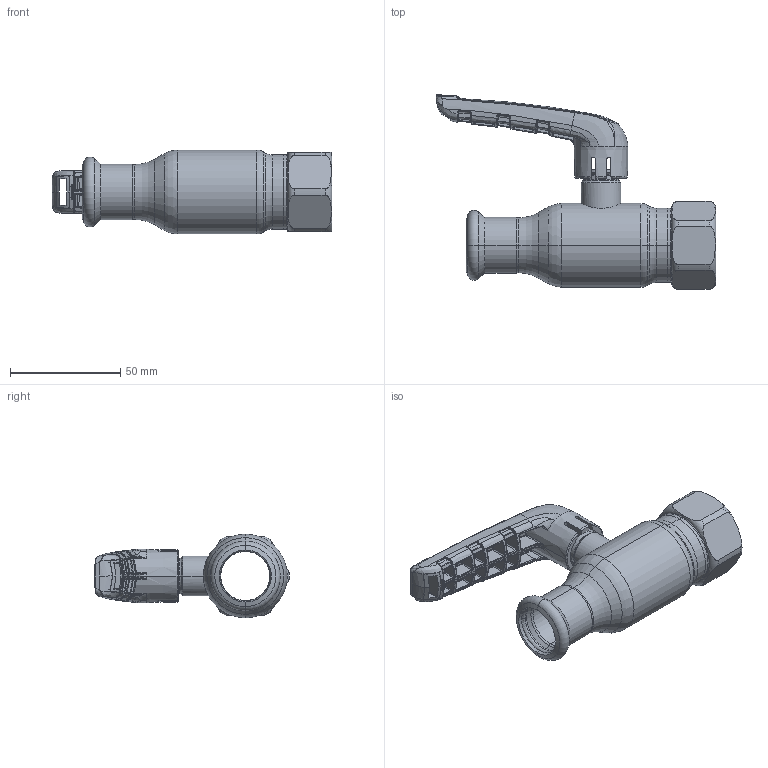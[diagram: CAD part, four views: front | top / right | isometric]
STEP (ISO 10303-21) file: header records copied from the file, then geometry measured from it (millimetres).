
FILE_DESCRIPTION (( 'STEP AP214' ), '1' );
FILE_NAME ('2020001000-xxxx.step', '2019-05-09T11:04:45', ( '' ), ( '' ), 'SwSTEP 2.0', 'SolidWorks 2017', '' );
FILE_SCHEMA (( 'AUTOMOTIVE_DESIGN' ));
Length unit declared in the file: millimetre
Products named in the file (1): 2020001000-xxxx
Bounding box: 126.78 x 88.38 x 38 mm (x, y, z)
Surface area: 28005.9 mm2 (no closed solid volume)
Topology: 0 solids, 8 shells, 814 faces, 2424 edges, 1512 vertices
Faces by surface type: bspline 649, plane 67, cylinder 44, cone 27, torus 27
Entity records: 58917 total; most frequent: CARTESIAN_POINT 34137, ORIENTED_EDGE 4156, EDGE_CURVE 2392, B_SPLINE_CURVE_WITH_KNOTS 1651, DIRECTION 1631, VERTEX_POINT 1512, EDGE_LOOP 836, UNCERTAINTY_MEASURE_WITH_UNIT 816
